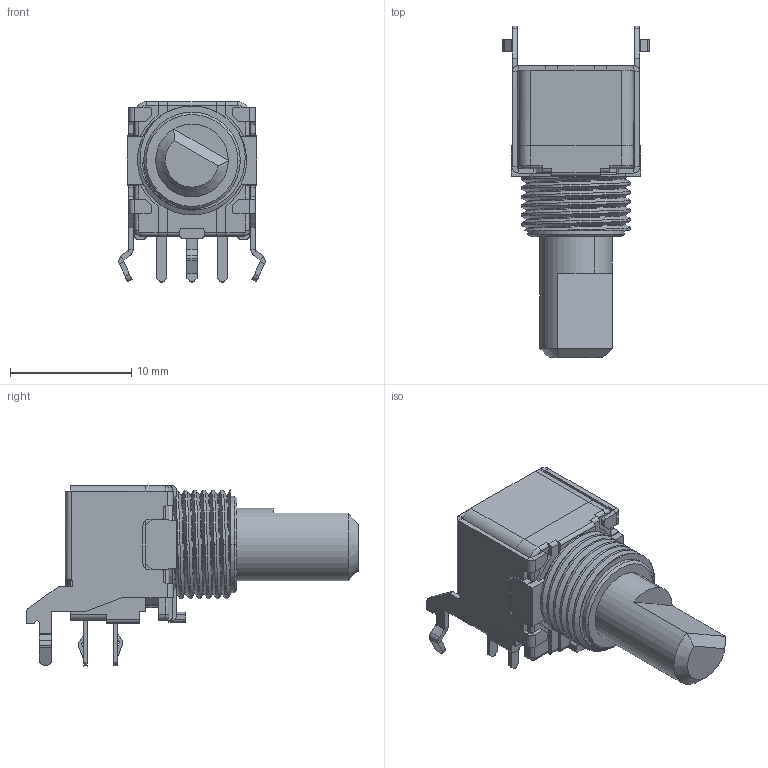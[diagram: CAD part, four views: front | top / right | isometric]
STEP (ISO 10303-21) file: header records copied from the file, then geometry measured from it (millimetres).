
FILE_DESCRIPTION (( 'STEP AP214' ), '1' );
FILE_NAME ('RK09L12-F15H.STEP', '2012-01-20T01:16:09', ( '' ), ( '' ), 'SwSTEP 2.0', 'SolidWorks 2010', '' );
FILE_SCHEMA (( 'AUTOMOTIVE_DESIGN' ));
Length unit declared in the file: millimetre
Products named in the file (1): RK09L12-F15H
Bounding box: 12.1 x 27.4 x 14.9 mm (x, y, z)
Volume: 1528.2 mm3; surface area: 1412 mm2
Topology: 1 solids, 1 shells, 390 faces, 1050 edges, 664 vertices
Faces by surface type: plane 247, cylinder 127, bspline 9, torus 4, cone 3
Entity records: 18422 total; most frequent: CARTESIAN_POINT 4520, ORIENTED_EDGE 2100, DIRECTION 1985, EDGE_CURVE 1050, LINE 737, VECTOR 737, VERTEX_POINT 664, AXIS2_PLACEMENT_3D 624
